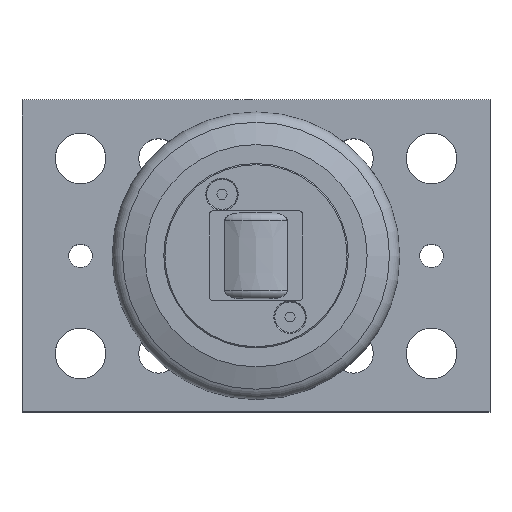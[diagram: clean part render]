
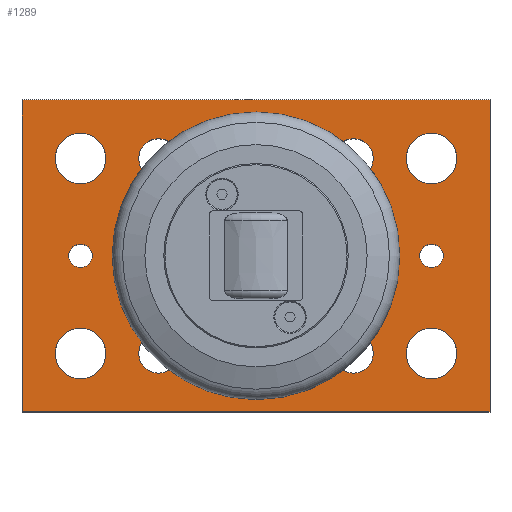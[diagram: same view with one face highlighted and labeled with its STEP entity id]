
A CAD part, top view. The second image highlights one B-rep face of the part: STEP entity #1289.
In plain terms, the highlighted planar face has unit normal (0, 0, 1).
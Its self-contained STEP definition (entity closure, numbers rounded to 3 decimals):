
#76=FACE_BOUND('',#306,.T.);
#77=FACE_BOUND('',#307,.T.);
#78=FACE_BOUND('',#308,.T.);
#79=FACE_BOUND('',#309,.T.);
#80=FACE_BOUND('',#310,.T.);
#81=FACE_BOUND('',#311,.T.);
#82=FACE_BOUND('',#312,.T.);
#83=FACE_BOUND('',#313,.T.);
#84=FACE_BOUND('',#314,.T.);
#85=FACE_BOUND('',#315,.T.);
#86=FACE_BOUND('',#316,.T.);
#121=CIRCLE('',#1391,23.5);
#128=CIRCLE('',#1402,5.053);
#129=CIRCLE('',#1403,5.053);
#131=CIRCLE('',#1406,5.053);
#132=CIRCLE('',#1407,5.053);
#134=CIRCLE('',#1410,5.053);
#135=CIRCLE('',#1411,5.053);
#137=CIRCLE('',#1414,5.053);
#138=CIRCLE('',#1415,5.053);
#140=CIRCLE('',#1418,6.5);
#142=CIRCLE('',#1421,6.5);
#144=CIRCLE('',#1424,6.5);
#146=CIRCLE('',#1427,6.5);
#148=CIRCLE('',#1430,3.);
#150=CIRCLE('',#1433,3.);
#219=FACE_OUTER_BOUND('',#305,.T.);
#305=EDGE_LOOP('',(#1065,#1066,#1067,#1068));
#306=EDGE_LOOP('',(#1069));
#307=EDGE_LOOP('',(#1070,#1071));
#308=EDGE_LOOP('',(#1072,#1073));
#309=EDGE_LOOP('',(#1074,#1075));
#310=EDGE_LOOP('',(#1076,#1077));
#311=EDGE_LOOP('',(#1078));
#312=EDGE_LOOP('',(#1079));
#313=EDGE_LOOP('',(#1080));
#314=EDGE_LOOP('',(#1081));
#315=EDGE_LOOP('',(#1082));
#316=EDGE_LOOP('',(#1083));
#401=LINE('',#2198,#492);
#405=LINE('',#2206,#496);
#408=LINE('',#2212,#499);
#411=LINE('',#2217,#502);
#492=VECTOR('',#1747,10.);
#496=VECTOR('',#1753,10.);
#499=VECTOR('',#1758,10.);
#502=VECTOR('',#1763,10.);
#583=VERTEX_POINT('',#2107);
#590=VERTEX_POINT('',#2128);
#591=VERTEX_POINT('',#2129);
#593=VERTEX_POINT('',#2136);
#594=VERTEX_POINT('',#2137);
#596=VERTEX_POINT('',#2144);
#597=VERTEX_POINT('',#2145);
#599=VERTEX_POINT('',#2152);
#600=VERTEX_POINT('',#2153);
#602=VERTEX_POINT('',#2160);
#604=VERTEX_POINT('',#2166);
#606=VERTEX_POINT('',#2172);
#608=VERTEX_POINT('',#2178);
#610=VERTEX_POINT('',#2184);
#612=VERTEX_POINT('',#2190);
#614=VERTEX_POINT('',#2196);
#615=VERTEX_POINT('',#2197);
#618=VERTEX_POINT('',#2205);
#620=VERTEX_POINT('',#2211);
#733=EDGE_CURVE('',#583,#583,#121,.T.);
#742=EDGE_CURVE('',#590,#591,#128,.T.);
#743=EDGE_CURVE('',#591,#590,#129,.T.);
#746=EDGE_CURVE('',#593,#594,#131,.T.);
#747=EDGE_CURVE('',#594,#593,#132,.T.);
#750=EDGE_CURVE('',#596,#597,#134,.T.);
#751=EDGE_CURVE('',#597,#596,#135,.T.);
#754=EDGE_CURVE('',#599,#600,#137,.T.);
#755=EDGE_CURVE('',#600,#599,#138,.T.);
#758=EDGE_CURVE('',#602,#602,#140,.T.);
#761=EDGE_CURVE('',#604,#604,#142,.T.);
#764=EDGE_CURVE('',#606,#606,#144,.T.);
#767=EDGE_CURVE('',#608,#608,#146,.T.);
#770=EDGE_CURVE('',#610,#610,#148,.T.);
#773=EDGE_CURVE('',#612,#612,#150,.T.);
#776=EDGE_CURVE('',#614,#615,#401,.T.);
#780=EDGE_CURVE('',#615,#618,#405,.T.);
#783=EDGE_CURVE('',#618,#620,#408,.T.);
#786=EDGE_CURVE('',#620,#614,#411,.T.);
#1065=ORIENTED_EDGE('',*,*,#776,.F.);
#1066=ORIENTED_EDGE('',*,*,#786,.F.);
#1067=ORIENTED_EDGE('',*,*,#783,.F.);
#1068=ORIENTED_EDGE('',*,*,#780,.F.);
#1069=ORIENTED_EDGE('',*,*,#733,.T.);
#1070=ORIENTED_EDGE('',*,*,#742,.T.);
#1071=ORIENTED_EDGE('',*,*,#743,.T.);
#1072=ORIENTED_EDGE('',*,*,#746,.T.);
#1073=ORIENTED_EDGE('',*,*,#747,.T.);
#1074=ORIENTED_EDGE('',*,*,#750,.T.);
#1075=ORIENTED_EDGE('',*,*,#751,.T.);
#1076=ORIENTED_EDGE('',*,*,#754,.T.);
#1077=ORIENTED_EDGE('',*,*,#755,.T.);
#1078=ORIENTED_EDGE('',*,*,#758,.T.);
#1079=ORIENTED_EDGE('',*,*,#761,.T.);
#1080=ORIENTED_EDGE('',*,*,#764,.T.);
#1081=ORIENTED_EDGE('',*,*,#767,.T.);
#1082=ORIENTED_EDGE('',*,*,#770,.T.);
#1083=ORIENTED_EDGE('',*,*,#773,.T.);
#1232=PLANE('',#1441);
#1289=ADVANCED_FACE('',(#219,#76,#77,#78,#79,#80,#81,#82,#83,#84,#85,#86),
#1232,.T.);
#1391=AXIS2_PLACEMENT_3D('',#2109,#1645,#1646);
#1402=AXIS2_PLACEMENT_3D('',#2130,#1669,#1670);
#1403=AXIS2_PLACEMENT_3D('',#2131,#1671,#1672);
#1406=AXIS2_PLACEMENT_3D('',#2138,#1678,#1679);
#1407=AXIS2_PLACEMENT_3D('',#2139,#1680,#1681);
#1410=AXIS2_PLACEMENT_3D('',#2146,#1687,#1688);
#1411=AXIS2_PLACEMENT_3D('',#2147,#1689,#1690);
#1414=AXIS2_PLACEMENT_3D('',#2154,#1696,#1697);
#1415=AXIS2_PLACEMENT_3D('',#2155,#1698,#1699);
#1418=AXIS2_PLACEMENT_3D('',#2161,#1705,#1706);
#1421=AXIS2_PLACEMENT_3D('',#2167,#1712,#1713);
#1424=AXIS2_PLACEMENT_3D('',#2173,#1719,#1720);
#1427=AXIS2_PLACEMENT_3D('',#2179,#1726,#1727);
#1430=AXIS2_PLACEMENT_3D('',#2185,#1733,#1734);
#1433=AXIS2_PLACEMENT_3D('',#2191,#1740,#1741);
#1441=AXIS2_PLACEMENT_3D('',#2222,#1769,#1770);
#1645=DIRECTION('center_axis',(0.,0.,-1.));
#1646=DIRECTION('ref_axis',(0.,-1.,0.));
#1669=DIRECTION('center_axis',(0.,0.,-1.));
#1670=DIRECTION('ref_axis',(1.,0.,0.));
#1671=DIRECTION('center_axis',(0.,0.,-1.));
#1672=DIRECTION('ref_axis',(1.,0.,0.));
#1678=DIRECTION('center_axis',(0.,0.,-1.));
#1679=DIRECTION('ref_axis',(1.,0.,0.));
#1680=DIRECTION('center_axis',(0.,0.,-1.));
#1681=DIRECTION('ref_axis',(1.,0.,0.));
#1687=DIRECTION('center_axis',(0.,0.,-1.));
#1688=DIRECTION('ref_axis',(1.,0.,0.));
#1689=DIRECTION('center_axis',(0.,0.,-1.));
#1690=DIRECTION('ref_axis',(1.,0.,0.));
#1696=DIRECTION('center_axis',(0.,0.,-1.));
#1697=DIRECTION('ref_axis',(1.,0.,0.));
#1698=DIRECTION('center_axis',(0.,0.,-1.));
#1699=DIRECTION('ref_axis',(1.,0.,0.));
#1705=DIRECTION('center_axis',(0.,0.,-1.));
#1706=DIRECTION('ref_axis',(-1.,0.,0.));
#1712=DIRECTION('center_axis',(0.,0.,-1.));
#1713=DIRECTION('ref_axis',(-1.,0.,0.));
#1719=DIRECTION('center_axis',(0.,0.,-1.));
#1720=DIRECTION('ref_axis',(-1.,0.,0.));
#1726=DIRECTION('center_axis',(0.,0.,-1.));
#1727=DIRECTION('ref_axis',(-1.,0.,0.));
#1733=DIRECTION('center_axis',(0.,0.,-1.));
#1734=DIRECTION('ref_axis',(-1.,0.,0.));
#1740=DIRECTION('center_axis',(0.,0.,-1.));
#1741=DIRECTION('ref_axis',(-1.,0.,0.));
#1747=DIRECTION('',(0.,1.,0.));
#1753=DIRECTION('',(1.,0.,0.));
#1758=DIRECTION('',(0.,-1.,0.));
#1763=DIRECTION('',(-1.,0.,0.));
#1769=DIRECTION('center_axis',(0.,0.,1.));
#1770=DIRECTION('ref_axis',(1.,0.,0.));
#2107=CARTESIAN_POINT('',(60.,63.5,15.));
#2109=CARTESIAN_POINT('Origin',(60.,40.,15.));
#2128=CARTESIAN_POINT('',(40.053,15.,15.));
#2129=CARTESIAN_POINT('',(29.947,15.,15.));
#2130=CARTESIAN_POINT('Origin',(35.,15.,15.));
#2131=CARTESIAN_POINT('Origin',(35.,15.,15.));
#2136=CARTESIAN_POINT('',(90.053,15.,15.));
#2137=CARTESIAN_POINT('',(79.947,15.,15.));
#2138=CARTESIAN_POINT('Origin',(85.,15.,15.));
#2139=CARTESIAN_POINT('Origin',(85.,15.,15.));
#2144=CARTESIAN_POINT('',(90.053,65.,15.));
#2145=CARTESIAN_POINT('',(79.947,65.,15.));
#2146=CARTESIAN_POINT('Origin',(85.,65.,15.));
#2147=CARTESIAN_POINT('Origin',(85.,65.,15.));
#2152=CARTESIAN_POINT('',(40.053,65.,15.));
#2153=CARTESIAN_POINT('',(29.947,65.,15.));
#2154=CARTESIAN_POINT('Origin',(35.,65.,15.));
#2155=CARTESIAN_POINT('Origin',(35.,65.,15.));
#2160=CARTESIAN_POINT('',(111.5,65.,15.));
#2161=CARTESIAN_POINT('Origin',(105.,65.,15.));
#2166=CARTESIAN_POINT('',(21.5,15.,15.));
#2167=CARTESIAN_POINT('Origin',(15.,15.,15.));
#2172=CARTESIAN_POINT('',(21.5,65.,15.));
#2173=CARTESIAN_POINT('Origin',(15.,65.,15.));
#2178=CARTESIAN_POINT('',(111.5,15.,15.));
#2179=CARTESIAN_POINT('Origin',(105.,15.,15.));
#2184=CARTESIAN_POINT('',(108.,40.,15.));
#2185=CARTESIAN_POINT('Origin',(105.,40.,15.));
#2190=CARTESIAN_POINT('',(18.,40.,15.));
#2191=CARTESIAN_POINT('Origin',(15.,40.,15.));
#2196=CARTESIAN_POINT('',(0.,0.,15.));
#2197=CARTESIAN_POINT('',(0.,80.,15.));
#2198=CARTESIAN_POINT('',(0.,80.,15.));
#2205=CARTESIAN_POINT('',(120.,80.,15.));
#2206=CARTESIAN_POINT('',(120.,80.,15.));
#2211=CARTESIAN_POINT('',(120.,0.,15.));
#2212=CARTESIAN_POINT('',(120.,0.,15.));
#2217=CARTESIAN_POINT('',(0.,0.,15.));
#2222=CARTESIAN_POINT('Origin',(60.,40.,15.));
